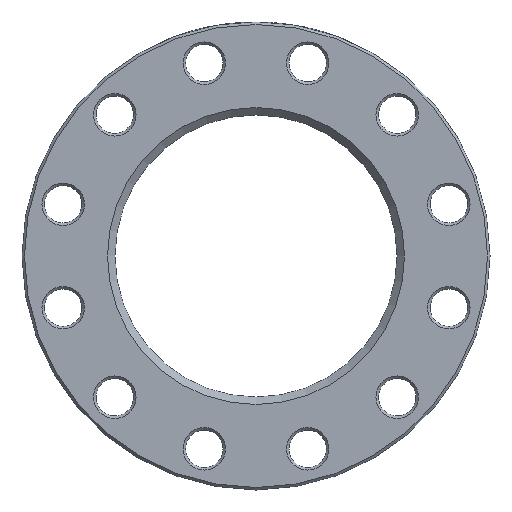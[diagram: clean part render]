
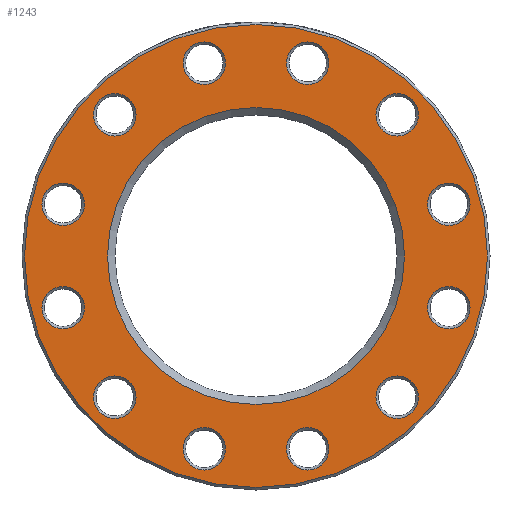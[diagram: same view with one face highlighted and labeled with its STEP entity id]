
A CAD part, left-side view. The second image highlights one B-rep face of the part: STEP entity #1243.
In plain terms, the highlighted planar face has unit normal (-1, 0, 0).
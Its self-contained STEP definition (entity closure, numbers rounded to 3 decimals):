
#58 = ORIENTED_EDGE ( 'NONE', *, *, #1281, .T. ) ;
#108 = CARTESIAN_POINT ( 'NONE',  ( 0., -113.137, 96.137 ) ) ;
#122 = CIRCLE ( 'NONE', #3841, 17. ) ;
#145 = AXIS2_PLACEMENT_3D ( 'NONE', #1836, #5054, #1932 ) ;
#158 = CARTESIAN_POINT ( 'NONE',  ( 0., 154.548, -41.411 ) ) ;
#159 = ORIENTED_EDGE ( 'NONE', *, *, #3916, .T. ) ;
#258 = CARTESIAN_POINT ( 'NONE',  ( 0., 0., 0. ) ) ;
#306 = AXIS2_PLACEMENT_3D ( 'NONE', #648, #5164, #3844 ) ;
#358 = CARTESIAN_POINT ( 'NONE',  ( 0., -154.548, 41.411 ) ) ;
#390 = EDGE_CURVE ( 'NONE', #2094, #2094, #2066, .T. ) ;
#422 = EDGE_LOOP ( 'NONE', ( #1835 ) ) ;
#436 = FACE_BOUND ( 'NONE', #5687, .T. ) ;
#440 = ORIENTED_EDGE ( 'NONE', *, *, #2598, .T. ) ;
#487 = CARTESIAN_POINT ( 'NONE',  ( 0., 41.411, 137.548 ) ) ;
#504 = DIRECTION ( 'NONE',  ( 1., 0., 0. ) ) ;
#521 = CARTESIAN_POINT ( 'NONE',  ( 0., 154.548, -58.411 ) ) ;
#529 = DIRECTION ( 'NONE',  ( 0., 0., -1. ) ) ;
#533 = DIRECTION ( 'NONE',  ( 0., 0., -1. ) ) ;
#554 = CARTESIAN_POINT ( 'NONE',  ( 0., 113.137, 96.137 ) ) ;
#648 = CARTESIAN_POINT ( 'NONE',  ( 0., 154.548, 41.411 ) ) ;
#714 = ORIENTED_EDGE ( 'NONE', *, *, #3737, .T. ) ;
#795 = DIRECTION ( 'NONE',  ( 0., 0., -1. ) ) ;
#796 = FACE_BOUND ( 'NONE', #2219, .T. ) ;
#851 = DIRECTION ( 'NONE',  ( 1., 0., 0. ) ) ;
#882 = CIRCLE ( 'NONE', #145, 17. ) ;
#890 = AXIS2_PLACEMENT_3D ( 'NONE', #158, #5494, #1496 ) ;
#906 = DIRECTION ( 'NONE',  ( 0., 0., -1. ) ) ;
#929 = EDGE_CURVE ( 'NONE', #5653, #5653, #1522, .T. ) ;
#930 = CARTESIAN_POINT ( 'NONE',  ( 0., -154.548, -58.411 ) ) ;
#937 = CIRCLE ( 'NONE', #3260, 17. ) ;
#959 = VERTEX_POINT ( 'NONE', #930 ) ;
#965 = DIRECTION ( 'NONE',  ( 1., 0., 0. ) ) ;
#991 = VERTEX_POINT ( 'NONE', #487 ) ;
#1157 = AXIS2_PLACEMENT_3D ( 'NONE', #2182, #1595, #2938 ) ;
#1231 = EDGE_LOOP ( 'NONE', ( #58 ) ) ;
#1243 = ADVANCED_FACE ( 'NONE', ( #3027, #1743, #4405, #5718, #436, #2594, #4434, #796, #3079, #3526, #1348, #1717, #4818, #3499 ), #3438, .F. ) ;
#1281 = EDGE_CURVE ( 'NONE', #5738, #5738, #3085, .T. ) ;
#1311 = CARTESIAN_POINT ( 'NONE',  ( 0., 41.411, -154.548 ) ) ;
#1325 = AXIS2_PLACEMENT_3D ( 'NONE', #2212, #4429, #1711 ) ;
#1348 = FACE_BOUND ( 'NONE', #5350, .T. ) ;
#1368 = VERTEX_POINT ( 'NONE', #4923 ) ;
#1432 = CIRCLE ( 'NONE', #2998, 17. ) ;
#1459 = CARTESIAN_POINT ( 'NONE',  ( 0., 0., -185.5 ) ) ;
#1496 = DIRECTION ( 'NONE',  ( 0., 0., -1. ) ) ;
#1522 = CIRCLE ( 'NONE', #306, 17. ) ;
#1556 = ORIENTED_EDGE ( 'NONE', *, *, #5527, .T. ) ;
#1575 = EDGE_LOOP ( 'NONE', ( #4971 ) ) ;
#1595 = DIRECTION ( 'NONE',  ( 1., 0., 0. ) ) ;
#1661 = EDGE_LOOP ( 'NONE', ( #4258 ) ) ;
#1711 = DIRECTION ( 'NONE',  ( 0., 0., -1. ) ) ;
#1715 = AXIS2_PLACEMENT_3D ( 'NONE', #5434, #504, #4117 ) ;
#1717 = FACE_BOUND ( 'NONE', #3084, .T. ) ;
#1735 = CARTESIAN_POINT ( 'NONE',  ( 0., -41.411, -171.548 ) ) ;
#1743 = FACE_OUTER_BOUND ( 'NONE', #1575, .T. ) ;
#1765 = EDGE_CURVE ( 'NONE', #3131, #3131, #4671, .T. ) ;
#1799 = ORIENTED_EDGE ( 'NONE', *, *, #390, .T. ) ;
#1824 = VERTEX_POINT ( 'NONE', #554 ) ;
#1835 = ORIENTED_EDGE ( 'NONE', *, *, #929, .T. ) ;
#1836 = CARTESIAN_POINT ( 'NONE',  ( 0., -113.137, -113.137 ) ) ;
#1932 = DIRECTION ( 'NONE',  ( 0., 0., -1. ) ) ;
#1962 = EDGE_LOOP ( 'NONE', ( #440 ) ) ;
#2066 = CIRCLE ( 'NONE', #1325, 17. ) ;
#2094 = VERTEX_POINT ( 'NONE', #5276 ) ;
#2099 = AXIS2_PLACEMENT_3D ( 'NONE', #2405, #2313, #533 ) ;
#2182 = CARTESIAN_POINT ( 'NONE',  ( 0., 0., 0. ) ) ;
#2203 = EDGE_LOOP ( 'NONE', ( #4478 ) ) ;
#2212 = CARTESIAN_POINT ( 'NONE',  ( 0., -41.411, 154.548 ) ) ;
#2219 = EDGE_LOOP ( 'NONE', ( #3618 ) ) ;
#2235 = CARTESIAN_POINT ( 'NONE',  ( 0., 0., -119. ) ) ;
#2269 = VERTEX_POINT ( 'NONE', #4011 ) ;
#2313 = DIRECTION ( 'NONE',  ( 1., 0., 0. ) ) ;
#2364 = VERTEX_POINT ( 'NONE', #4138 ) ;
#2400 = DIRECTION ( 'NONE',  ( 0., 0., -1. ) ) ;
#2405 = CARTESIAN_POINT ( 'NONE',  ( 0., 41.411, 154.548 ) ) ;
#2488 = ORIENTED_EDGE ( 'NONE', *, *, #2591, .T. ) ;
#2571 = DIRECTION ( 'NONE',  ( 0., 0., -1. ) ) ;
#2591 = EDGE_CURVE ( 'NONE', #1368, #1368, #882, .T. ) ;
#2594 = FACE_BOUND ( 'NONE', #2203, .T. ) ;
#2597 = DIRECTION ( 'NONE',  ( 0., 0., -1. ) ) ;
#2598 = EDGE_CURVE ( 'NONE', #991, #991, #3393, .T. ) ;
#2634 = EDGE_CURVE ( 'NONE', #959, #959, #4233, .T. ) ;
#2675 = VERTEX_POINT ( 'NONE', #1459 ) ;
#2713 = AXIS2_PLACEMENT_3D ( 'NONE', #1311, #5225, #795 ) ;
#2782 = EDGE_CURVE ( 'NONE', #4454, #4454, #2933, .T. ) ;
#2807 = DIRECTION ( 'NONE',  ( 1., 0., 0. ) ) ;
#2909 = DIRECTION ( 'NONE',  ( -1., 0., 0. ) ) ;
#2933 = CIRCLE ( 'NONE', #890, 17. ) ;
#2938 = DIRECTION ( 'NONE',  ( 0., 0., -1. ) ) ;
#2995 = DIRECTION ( 'NONE',  ( 0., 0., -1. ) ) ;
#2998 = AXIS2_PLACEMENT_3D ( 'NONE', #358, #3912, #529 ) ;
#3027 = FACE_BOUND ( 'NONE', #3066, .T. ) ;
#3066 = EDGE_LOOP ( 'NONE', ( #4390 ) ) ;
#3079 = FACE_BOUND ( 'NONE', #3885, .T. ) ;
#3084 = EDGE_LOOP ( 'NONE', ( #1556 ) ) ;
#3085 = CIRCLE ( 'NONE', #3839, 17. ) ;
#3131 = VERTEX_POINT ( 'NONE', #4547 ) ;
#3260 = AXIS2_PLACEMENT_3D ( 'NONE', #4522, #2807, #2597 ) ;
#3371 = AXIS2_PLACEMENT_3D ( 'NONE', #4350, #5689, #5285 ) ;
#3393 = CIRCLE ( 'NONE', #2099, 17. ) ;
#3430 = CARTESIAN_POINT ( 'NONE',  ( 0., 154.548, 24.411 ) ) ;
#3438 = PLANE ( 'NONE',  #3371 ) ;
#3463 = DIRECTION ( 'NONE',  ( 1., 0., 0. ) ) ;
#3499 = FACE_BOUND ( 'NONE', #422, .T. ) ;
#3526 = FACE_BOUND ( 'NONE', #1231, .T. ) ;
#3618 = ORIENTED_EDGE ( 'NONE', *, *, #2634, .T. ) ;
#3737 = EDGE_CURVE ( 'NONE', #2269, #2269, #1432, .T. ) ;
#3817 = CARTESIAN_POINT ( 'NONE',  ( 0., 113.137, 113.137 ) ) ;
#3839 = AXIS2_PLACEMENT_3D ( 'NONE', #5226, #851, #2571 ) ;
#3841 = AXIS2_PLACEMENT_3D ( 'NONE', #4430, #965, #906 ) ;
#3844 = DIRECTION ( 'NONE',  ( 0., 0., -1. ) ) ;
#3885 = EDGE_LOOP ( 'NONE', ( #2488 ) ) ;
#3912 = DIRECTION ( 'NONE',  ( 1., 0., 0. ) ) ;
#3916 = EDGE_CURVE ( 'NONE', #1824, #1824, #4402, .T. ) ;
#4011 = CARTESIAN_POINT ( 'NONE',  ( 0., -154.548, 24.411 ) ) ;
#4063 = EDGE_CURVE ( 'NONE', #4896, #4896, #122, .T. ) ;
#4117 = DIRECTION ( 'NONE',  ( 0., 0., -1. ) ) ;
#4138 = CARTESIAN_POINT ( 'NONE',  ( 0., 113.137, -130.137 ) ) ;
#4233 = CIRCLE ( 'NONE', #1715, 17. ) ;
#4258 = ORIENTED_EDGE ( 'NONE', *, *, #2782, .T. ) ;
#4350 = CARTESIAN_POINT ( 'NONE',  ( 0., 113., 0. ) ) ;
#4390 = ORIENTED_EDGE ( 'NONE', *, *, #4924, .T. ) ;
#4402 = CIRCLE ( 'NONE', #5618, 17. ) ;
#4403 = ORIENTED_EDGE ( 'NONE', *, *, #1765, .T. ) ;
#4405 = FACE_BOUND ( 'NONE', #4496, .T. ) ;
#4429 = DIRECTION ( 'NONE',  ( 1., 0., 0. ) ) ;
#4430 = CARTESIAN_POINT ( 'NONE',  ( 0., -113.137, 113.137 ) ) ;
#4434 = FACE_BOUND ( 'NONE', #4936, .T. ) ;
#4454 = VERTEX_POINT ( 'NONE', #521 ) ;
#4478 = ORIENTED_EDGE ( 'NONE', *, *, #4063, .T. ) ;
#4496 = EDGE_LOOP ( 'NONE', ( #159 ) ) ;
#4522 = CARTESIAN_POINT ( 'NONE',  ( 0., 113.137, -113.137 ) ) ;
#4547 = CARTESIAN_POINT ( 'NONE',  ( 0., 41.411, -171.548 ) ) ;
#4671 = CIRCLE ( 'NONE', #2713, 17. ) ;
#4772 = EDGE_CURVE ( 'NONE', #2675, #2675, #4973, .T. ) ;
#4818 = FACE_BOUND ( 'NONE', #1661, .T. ) ;
#4896 = VERTEX_POINT ( 'NONE', #108 ) ;
#4923 = CARTESIAN_POINT ( 'NONE',  ( 0., -113.137, -130.137 ) ) ;
#4924 = EDGE_CURVE ( 'NONE', #5331, #5331, #5523, .T. ) ;
#4936 = EDGE_LOOP ( 'NONE', ( #714 ) ) ;
#4971 = ORIENTED_EDGE ( 'NONE', *, *, #4772, .T. ) ;
#4973 = CIRCLE ( 'NONE', #5711, 185.5 ) ;
#5054 = DIRECTION ( 'NONE',  ( 1., 0., 0. ) ) ;
#5164 = DIRECTION ( 'NONE',  ( 1., 0., 0. ) ) ;
#5225 = DIRECTION ( 'NONE',  ( 1., 0., 0. ) ) ;
#5226 = CARTESIAN_POINT ( 'NONE',  ( 0., -41.411, -154.548 ) ) ;
#5276 = CARTESIAN_POINT ( 'NONE',  ( 0., -41.411, 137.548 ) ) ;
#5285 = DIRECTION ( 'NONE',  ( 0., 0., -1. ) ) ;
#5331 = VERTEX_POINT ( 'NONE', #2235 ) ;
#5350 = EDGE_LOOP ( 'NONE', ( #4403 ) ) ;
#5434 = CARTESIAN_POINT ( 'NONE',  ( 0., -154.548, -41.411 ) ) ;
#5494 = DIRECTION ( 'NONE',  ( 1., 0., 0. ) ) ;
#5523 = CIRCLE ( 'NONE', #1157, 119. ) ;
#5527 = EDGE_CURVE ( 'NONE', #2364, #2364, #937, .T. ) ;
#5618 = AXIS2_PLACEMENT_3D ( 'NONE', #3817, #3463, #2995 ) ;
#5653 = VERTEX_POINT ( 'NONE', #3430 ) ;
#5687 = EDGE_LOOP ( 'NONE', ( #1799 ) ) ;
#5689 = DIRECTION ( 'NONE',  ( 1., 0., 0. ) ) ;
#5711 = AXIS2_PLACEMENT_3D ( 'NONE', #258, #2909, #2400 ) ;
#5718 = FACE_BOUND ( 'NONE', #1962, .T. ) ;
#5738 = VERTEX_POINT ( 'NONE', #1735 ) ;
